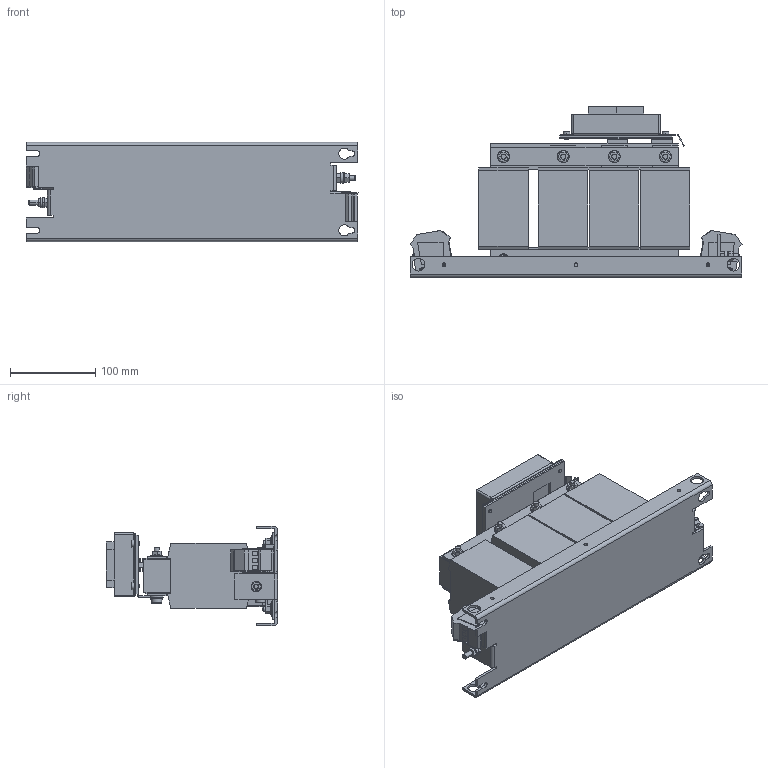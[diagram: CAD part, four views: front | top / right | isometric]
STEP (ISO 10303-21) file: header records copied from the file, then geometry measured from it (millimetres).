
FILE_DESCRIPTION (( 'STEP AP214' ), '1' );
FILE_NAME ('340609.STEP', '2021-03-08T10:19:14', ( '' ), ( '' ), 'SwSTEP 2.0', 'SolidWorks 2018', '' );
FILE_SCHEMA (( 'AUTOMOTIVE_DESIGN' ));
Length unit declared in the file: millimetre
Products named in the file (1): 340609
Bounding box: 390.03 x 201 x 116.6 mm (x, y, z)
Volume: 2804739.8 mm3; surface area: 417189.6 mm2
Topology: 1 solids, 1 shells, 974 faces, 2659 edges, 1731 vertices
Faces by surface type: plane 696, cylinder 232, bspline 32, cone 14
Entity records: 31631 total; most frequent: CARTESIAN_POINT 6558, ORIENTED_EDGE 5318, DIRECTION 5017, EDGE_CURVE 2659, LINE 2077, VECTOR 2077, VERTEX_POINT 1731, AXIS2_PLACEMENT_3D 1470
